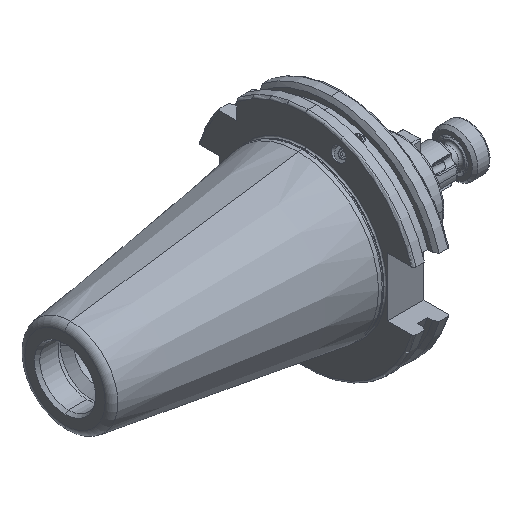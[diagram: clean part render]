
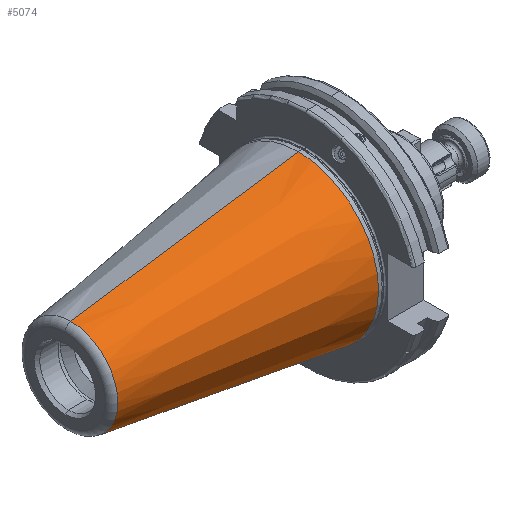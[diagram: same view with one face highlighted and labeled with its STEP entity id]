
A CAD part, isometric view. The second image highlights one B-rep face of the part: STEP entity #5074.
In plain terms, the highlighted conical face has half-angle 8.297 degrees and reference radius 34.925 mm.
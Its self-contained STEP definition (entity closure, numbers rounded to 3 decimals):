
#137 = DIRECTION ( 'NONE',  ( -1., 0., 0. ) ) ;
#357 = CARTESIAN_POINT ( 'NONE',  ( 0., 0., 0. ) ) ;
#648 = AXIS2_PLACEMENT_3D ( 'NONE', #8381, #3549, #9372 ) ;
#1046 = ORIENTED_EDGE ( 'NONE', *, *, #1363, .F. ) ;
#1112 = AXIS2_PLACEMENT_3D ( 'NONE', #357, #11422, #2053 ) ;
#1363 = EDGE_CURVE ( 'NONE', #6249, #8070, #5400, .T. ) ;
#1439 = ORIENTED_EDGE ( 'NONE', *, *, #2225, .T. ) ;
#1572 = CARTESIAN_POINT ( 'NONE',  ( 0., -34.925, 0. ) ) ;
#1685 = ORIENTED_EDGE ( 'NONE', *, *, #2669, .T. ) ;
#1719 = CARTESIAN_POINT ( 'NONE',  ( -99.183, -20.461, 0. ) ) ;
#1773 = VERTEX_POINT ( 'NONE', #10441 ) ;
#2053 = DIRECTION ( 'NONE',  ( 0., 1., 0. ) ) ;
#2225 = EDGE_CURVE ( 'NONE', #10363, #1773, #6487, .T. ) ;
#2550 = CARTESIAN_POINT ( 'NONE',  ( 0., 34.925, 0. ) ) ;
#2669 = EDGE_CURVE ( 'NONE', #1773, #8070, #6802, .T. ) ;
#3287 = CONICAL_SURFACE ( 'NONE', #1112, 34.925, 0.145 ) ;
#3549 = DIRECTION ( 'NONE',  ( -1., 0., 0. ) ) ;
#3735 = EDGE_LOOP ( 'NONE', ( #1046, #4311, #1439, #1685 ) ) ;
#4311 = ORIENTED_EDGE ( 'NONE', *, *, #9924, .F. ) ;
#4514 = DIRECTION ( 'NONE',  ( 0.99, 0.144, 0. ) ) ;
#4743 = DIRECTION ( 'NONE',  ( 0., -1., 0. ) ) ;
#4878 = CARTESIAN_POINT ( 'NONE',  ( -99.183, 20.461, 0. ) ) ;
#5074 = ADVANCED_FACE ( 'NONE', ( #11481 ), #3287, .T. ) ;
#5338 = CARTESIAN_POINT ( 'NONE',  ( 0., -34.925, 0. ) ) ;
#5400 = LINE ( 'NONE', #5338, #11853 ) ;
#6249 = VERTEX_POINT ( 'NONE', #1719 ) ;
#6487 = LINE ( 'NONE', #2550, #9338 ) ;
#6802 = CIRCLE ( 'NONE', #7789, 34.925 ) ;
#7789 = AXIS2_PLACEMENT_3D ( 'NONE', #9348, #137, #4743 ) ;
#8070 = VERTEX_POINT ( 'NONE', #1572 ) ;
#8381 = CARTESIAN_POINT ( 'NONE',  ( -99.183, 0., 0. ) ) ;
#9338 = VECTOR ( 'NONE', #4514, 1000. ) ;
#9348 = CARTESIAN_POINT ( 'NONE',  ( 0., 0., 0. ) ) ;
#9372 = DIRECTION ( 'NONE',  ( 0., -1., 0. ) ) ;
#9690 = CIRCLE ( 'NONE', #648, 20.461 ) ;
#9924 = EDGE_CURVE ( 'NONE', #10363, #6249, #9690, .T. ) ;
#10128 = DIRECTION ( 'NONE',  ( 0.99, -0.144, 0. ) ) ;
#10363 = VERTEX_POINT ( 'NONE', #4878 ) ;
#10441 = CARTESIAN_POINT ( 'NONE',  ( 0., 34.925, 0. ) ) ;
#11422 = DIRECTION ( 'NONE',  ( 1., 0., 0. ) ) ;
#11481 = FACE_OUTER_BOUND ( 'NONE', #3735, .T. ) ;
#11853 = VECTOR ( 'NONE', #10128, 1000. ) ;
